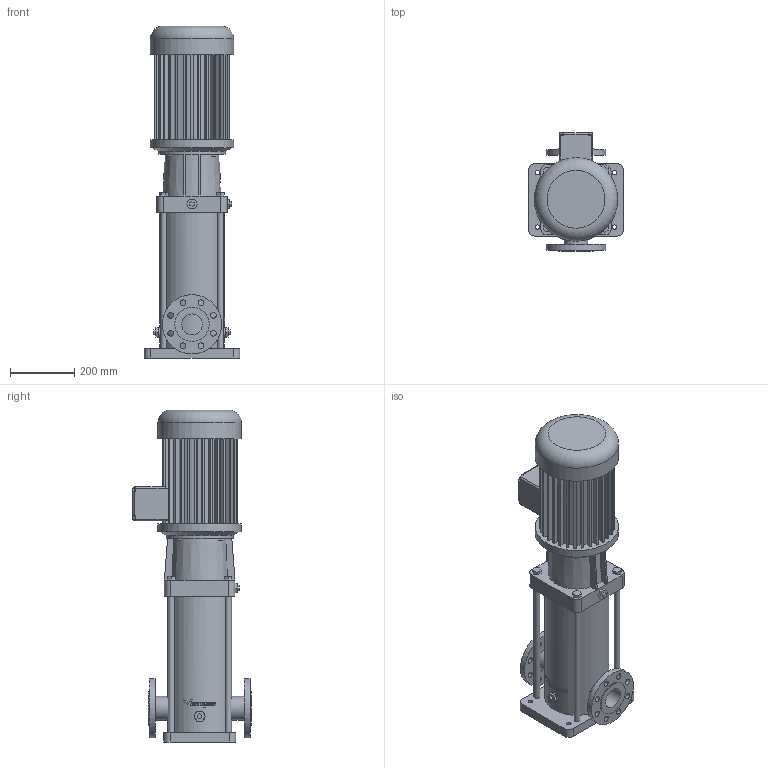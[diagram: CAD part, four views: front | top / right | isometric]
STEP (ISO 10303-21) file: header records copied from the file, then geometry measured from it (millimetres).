
FILE_DESCRIPTION(('STEP AP203'), '1');
FILE_NAME('曶笴 岈32-30(-2)', '', ('UNSPECIFIED'), ('UNSPECIFIED'), 'C3D Converter', 'C3D Toolkit', '');
FILE_SCHEMA(('CONFIG_CONTROL_DESIGN'));
Length unit declared in the file: millimetre
Bounding box: 298 x 368 x 1035 mm (x, y, z)
Volume: 39324145.9 mm3; surface area: 1517471.6 mm2
Topology: 1 solids, 1 shells, 525 faces, 1478 edges, 1003 vertices
Faces by surface type: plane 365, cylinder 147, bspline 6, cone 5, torus 2
Full cylindrical faces by diameter (mm): 14 x4, 18 x20, 32 x2, 65 x2, 74 x2, 107 x2, 185 x2, 200 x1, 210 x1, 260 x2
Entity records: 23500 total; most frequent: CARTESIAN_POINT 6047, ORIENTED_EDGE 2712, DIRECTION 2629, EDGE_CURVE 1356, VERTEX_POINT 919, LINE 877, VECTOR 877, AXIS2_PLACEMENT_3D 876
